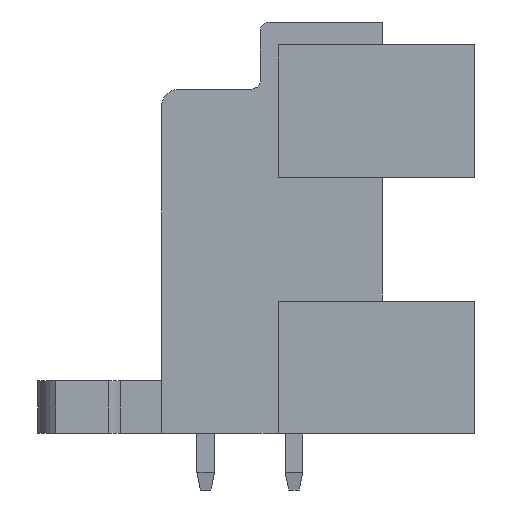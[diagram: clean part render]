
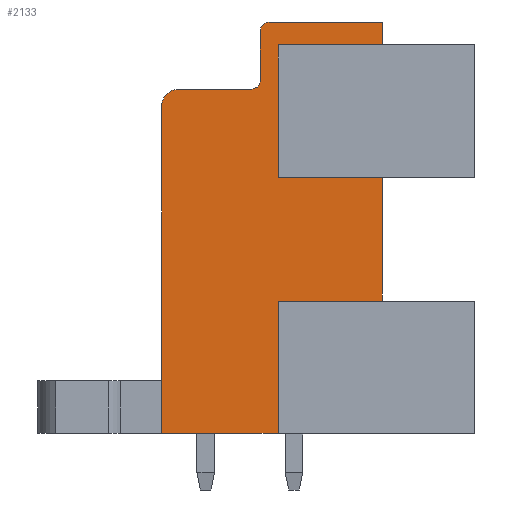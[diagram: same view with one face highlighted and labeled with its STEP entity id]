
A CAD part, left-side view. The second image highlights one B-rep face of the part: STEP entity #2133.
In plain terms, the highlighted planar face has unit normal (-1, 0, 0).
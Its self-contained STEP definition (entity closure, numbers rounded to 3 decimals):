
#105=AXIS2_PLACEMENT_3D('Plane Axis2P3D',#102,#103,#104) ;
#1838=AXIS2_PLACEMENT_3D('Circle Axis2P3D',#1836,#1837,$) ;
#1886=AXIS2_PLACEMENT_3D('Circle Axis2P3D',#1884,#1885,$) ;
#1934=AXIS2_PLACEMENT_3D('Circle Axis2P3D',#1932,#1933,$) ;
#36=CARTESIAN_POINT('Line Origine',(0.7,11.1,6.95)) ;
#40=CARTESIAN_POINT('Vertex',(0.7,11.1,10.7)) ;
#42=CARTESIAN_POINT('Vertex',(0.7,11.1,3.2)) ;
#102=CARTESIAN_POINT('Axis2P3D Location',(0.7,0.,0.)) ;
#142=CARTESIAN_POINT('Line Origine',(0.7,11.1,21.45)) ;
#146=CARTESIAN_POINT('Vertex',(0.7,11.1,25.2)) ;
#148=CARTESIAN_POINT('Vertex',(0.7,11.1,17.7)) ;
#1066=CARTESIAN_POINT('Vertex',(0.7,5.2,17.7)) ;
#1069=CARTESIAN_POINT('Line Origine',(0.7,5.2,14.2)) ;
#1073=CARTESIAN_POINT('Vertex',(0.7,5.2,10.7)) ;
#1778=CARTESIAN_POINT('Vertex',(0.7,5.2,26.5)) ;
#1781=CARTESIAN_POINT('Line Origine',(0.7,5.2,25.85)) ;
#1785=CARTESIAN_POINT('Vertex',(0.7,5.2,25.2)) ;
#1809=CARTESIAN_POINT('Vertex',(0.7,11.6,26.5)) ;
#1812=CARTESIAN_POINT('Line Origine',(0.7,8.4,26.5)) ;
#1833=CARTESIAN_POINT('Vertex',(0.7,12.1,26.)) ;
#1836=CARTESIAN_POINT('Axis2P3D Location',(0.7,11.6,26.)) ;
#1857=CARTESIAN_POINT('Vertex',(0.7,12.1,23.2)) ;
#1860=CARTESIAN_POINT('Line Origine',(0.7,12.1,24.6)) ;
#1881=CARTESIAN_POINT('Vertex',(0.7,12.6,22.7)) ;
#1884=CARTESIAN_POINT('Axis2P3D Location',(0.7,12.6,23.2)) ;
#1905=CARTESIAN_POINT('Vertex',(0.7,16.7,22.7)) ;
#1908=CARTESIAN_POINT('Line Origine',(0.7,14.65,22.7)) ;
#1929=CARTESIAN_POINT('Vertex',(0.7,17.7,21.7)) ;
#1932=CARTESIAN_POINT('Axis2P3D Location',(0.7,16.7,21.7)) ;
#2039=CARTESIAN_POINT('Vertex',(0.7,17.7,3.2)) ;
#2042=CARTESIAN_POINT('Line Origine',(0.7,17.7,12.45)) ;
#2096=CARTESIAN_POINT('Line Origine',(0.7,8.15,17.7)) ;
#2101=CARTESIAN_POINT('Line Origine',(0.7,8.15,25.2)) ;
#2106=CARTESIAN_POINT('Line Origine',(0.7,14.4,3.2)) ;
#2111=CARTESIAN_POINT('Line Origine',(0.7,8.15,10.7)) ;
#37=DIRECTION('Vector Direction',(0.,0.,1.)) ;
#103=DIRECTION('Axis2P3D Direction',(-1.,0.,0.)) ;
#104=DIRECTION('Axis2P3D XDirection',(0.,-1.,0.)) ;
#143=DIRECTION('Vector Direction',(0.,0.,1.)) ;
#1070=DIRECTION('Vector Direction',(0.,0.,-1.)) ;
#1782=DIRECTION('Vector Direction',(0.,0.,-1.)) ;
#1813=DIRECTION('Vector Direction',(0.,-1.,0.)) ;
#1837=DIRECTION('Axis2P3D Direction',(-1.,0.,0.)) ;
#1861=DIRECTION('Vector Direction',(0.,0.,1.)) ;
#1885=DIRECTION('Axis2P3D Direction',(-1.,0.,0.)) ;
#1909=DIRECTION('Vector Direction',(0.,-1.,0.)) ;
#1933=DIRECTION('Axis2P3D Direction',(-1.,0.,0.)) ;
#2043=DIRECTION('Vector Direction',(0.,0.,1.)) ;
#2097=DIRECTION('Vector Direction',(0.,1.,0.)) ;
#2102=DIRECTION('Vector Direction',(0.,-1.,0.)) ;
#2107=DIRECTION('Vector Direction',(0.,1.,0.)) ;
#2112=DIRECTION('Vector Direction',(0.,-1.,0.)) ;
#38=VECTOR('Line Direction',#37,1.) ;
#144=VECTOR('Line Direction',#143,1.) ;
#1071=VECTOR('Line Direction',#1070,1.) ;
#1783=VECTOR('Line Direction',#1782,1.) ;
#1814=VECTOR('Line Direction',#1813,1.) ;
#1862=VECTOR('Line Direction',#1861,1.) ;
#1910=VECTOR('Line Direction',#1909,1.) ;
#2044=VECTOR('Line Direction',#2043,1.) ;
#2098=VECTOR('Line Direction',#2097,1.) ;
#2103=VECTOR('Line Direction',#2102,1.) ;
#2108=VECTOR('Line Direction',#2107,1.) ;
#2113=VECTOR('Line Direction',#2112,1.) ;
#2117=ORIENTED_EDGE('',*,*,#2100,.F.) ;
#2118=ORIENTED_EDGE('',*,*,#150,.F.) ;
#2119=ORIENTED_EDGE('',*,*,#2105,.F.) ;
#2120=ORIENTED_EDGE('',*,*,#1787,.T.) ;
#2121=ORIENTED_EDGE('',*,*,#1816,.T.) ;
#2122=ORIENTED_EDGE('',*,*,#1840,.T.) ;
#2123=ORIENTED_EDGE('',*,*,#1864,.T.) ;
#2124=ORIENTED_EDGE('',*,*,#1888,.T.) ;
#2125=ORIENTED_EDGE('',*,*,#1912,.T.) ;
#2126=ORIENTED_EDGE('',*,*,#1936,.T.) ;
#2127=ORIENTED_EDGE('',*,*,#2046,.T.) ;
#2128=ORIENTED_EDGE('',*,*,#2110,.T.) ;
#2129=ORIENTED_EDGE('',*,*,#44,.F.) ;
#2130=ORIENTED_EDGE('',*,*,#2115,.F.) ;
#2131=ORIENTED_EDGE('',*,*,#1075,.T.) ;
#2133=ADVANCED_FACE('Housing',(#2132),#106,.T.) ;
#1839=CIRCLE('generated circle',#1838,0.5) ;
#1887=CIRCLE('generated circle',#1886,0.5) ;
#1935=CIRCLE('generated circle',#1934,1.) ;
#44=EDGE_CURVE('',#41,#43,#39,.F.) ;
#150=EDGE_CURVE('',#147,#149,#145,.F.) ;
#1075=EDGE_CURVE('',#1074,#1067,#1072,.F.) ;
#1787=EDGE_CURVE('',#1786,#1779,#1784,.F.) ;
#1816=EDGE_CURVE('',#1779,#1810,#1815,.F.) ;
#1840=EDGE_CURVE('',#1810,#1834,#1839,.T.) ;
#1864=EDGE_CURVE('',#1834,#1858,#1863,.F.) ;
#1888=EDGE_CURVE('',#1858,#1882,#1887,.F.) ;
#1912=EDGE_CURVE('',#1882,#1906,#1911,.F.) ;
#1936=EDGE_CURVE('',#1906,#1930,#1935,.T.) ;
#2046=EDGE_CURVE('',#1930,#2040,#2045,.F.) ;
#2100=EDGE_CURVE('',#149,#1067,#2099,.F.) ;
#2105=EDGE_CURVE('',#1786,#147,#2104,.F.) ;
#2110=EDGE_CURVE('',#2040,#43,#2109,.F.) ;
#2115=EDGE_CURVE('',#1074,#41,#2114,.F.) ;
#2116=EDGE_LOOP('',(#2117,#2118,#2119,#2120,#2121,#2122,#2123,#2124,#2125,#2126,#2127,#2128,#2129,#2130,#2131)) ;
#2132=FACE_OUTER_BOUND('',#2116,.T.) ;
#39=LINE('Line',#36,#38) ;
#145=LINE('Line',#142,#144) ;
#1072=LINE('Line',#1069,#1071) ;
#1784=LINE('Line',#1781,#1783) ;
#1815=LINE('Line',#1812,#1814) ;
#1863=LINE('Line',#1860,#1862) ;
#1911=LINE('Line',#1908,#1910) ;
#2045=LINE('Line',#2042,#2044) ;
#2099=LINE('Line',#2096,#2098) ;
#2104=LINE('Line',#2101,#2103) ;
#2109=LINE('Line',#2106,#2108) ;
#2114=LINE('Line',#2111,#2113) ;
#106=PLANE('',#105) ;
#41=VERTEX_POINT('',#40) ;
#43=VERTEX_POINT('',#42) ;
#147=VERTEX_POINT('',#146) ;
#149=VERTEX_POINT('',#148) ;
#1067=VERTEX_POINT('',#1066) ;
#1074=VERTEX_POINT('',#1073) ;
#1779=VERTEX_POINT('',#1778) ;
#1786=VERTEX_POINT('',#1785) ;
#1810=VERTEX_POINT('',#1809) ;
#1834=VERTEX_POINT('',#1833) ;
#1858=VERTEX_POINT('',#1857) ;
#1882=VERTEX_POINT('',#1881) ;
#1906=VERTEX_POINT('',#1905) ;
#1930=VERTEX_POINT('',#1929) ;
#2040=VERTEX_POINT('',#2039) ;
